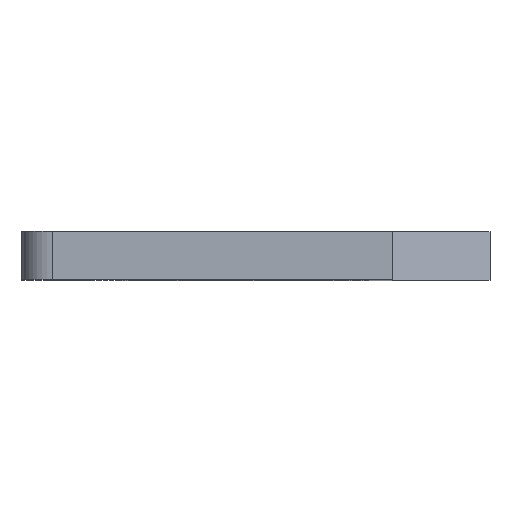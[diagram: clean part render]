
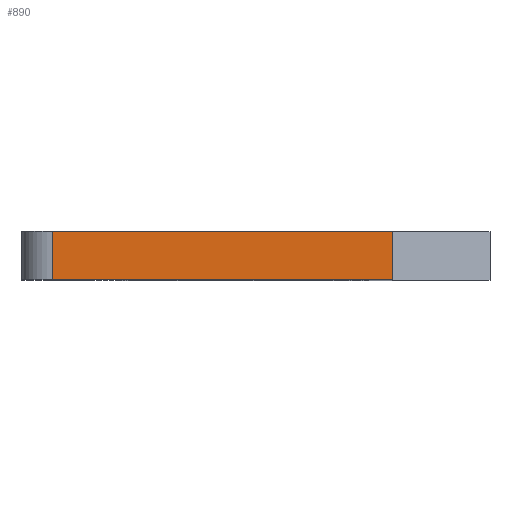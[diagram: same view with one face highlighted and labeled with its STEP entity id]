
A CAD part, top view. The second image highlights one B-rep face of the part: STEP entity #890.
In plain terms, the highlighted planar face has unit normal (0, 0, 1).
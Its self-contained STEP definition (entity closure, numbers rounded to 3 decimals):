
#60=PLANE('',#991);
#103=FACE_OUTER_BOUND('',#159,.T.);
#159=EDGE_LOOP('',(#782,#783,#784,#785));
#175=LINE('',#1257,#254);
#179=LINE('',#1266,#258);
#251=LINE('',#1493,#330);
#252=LINE('',#1495,#331);
#254=VECTOR('',#1002,10.);
#258=VECTOR('',#1010,10.);
#330=VECTOR('',#1242,10.);
#331=VECTOR('',#1245,10.);
#376=VERTEX_POINT('',#1250);
#379=VERTEX_POINT('',#1255);
#382=VERTEX_POINT('',#1265);
#457=VERTEX_POINT('',#1491);
#461=EDGE_CURVE('',#379,#376,#175,.T.);
#465=EDGE_CURVE('',#376,#382,#179,.T.);
#579=EDGE_CURVE('',#457,#382,#251,.T.);
#580=EDGE_CURVE('',#379,#457,#252,.T.);
#782=ORIENTED_EDGE('',*,*,#461,.F.);
#783=ORIENTED_EDGE('',*,*,#580,.T.);
#784=ORIENTED_EDGE('',*,*,#579,.T.);
#785=ORIENTED_EDGE('',*,*,#465,.F.);
#890=ADVANCED_FACE('',(#103),#60,.T.);
#991=AXIS2_PLACEMENT_3D('',#1494,#1243,#1244);
#1002=DIRECTION('',(0.,1.,0.));
#1010=DIRECTION('',(1.,0.,0.));
#1242=DIRECTION('',(0.,1.,0.));
#1243=DIRECTION('center_axis',(0.,0.,1.));
#1244=DIRECTION('ref_axis',(1.,0.,0.));
#1245=DIRECTION('',(1.,0.,0.));
#1250=CARTESIAN_POINT('',(-11.,8.,0.));
#1255=CARTESIAN_POINT('',(-11.,0.,0.));
#1257=CARTESIAN_POINT('',(-11.,0.,0.));
#1265=CARTESIAN_POINT('',(45.,8.,0.));
#1266=CARTESIAN_POINT('',(0.,8.,0.));
#1491=CARTESIAN_POINT('',(45.,0.,0.));
#1493=CARTESIAN_POINT('',(45.,0.,0.));
#1494=CARTESIAN_POINT('Origin',(-16.,0.,0.));
#1495=CARTESIAN_POINT('',(0.,0.,0.));
